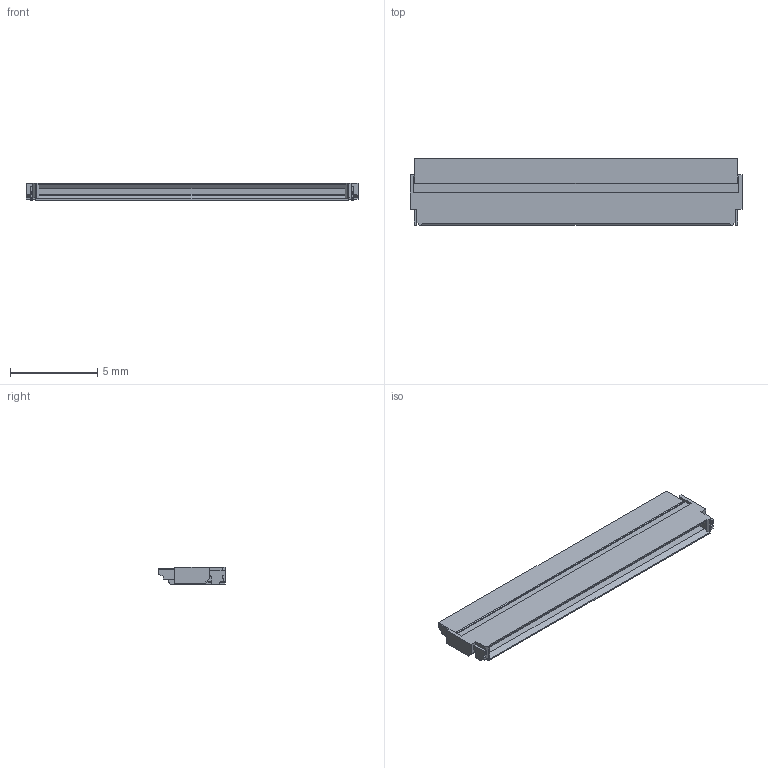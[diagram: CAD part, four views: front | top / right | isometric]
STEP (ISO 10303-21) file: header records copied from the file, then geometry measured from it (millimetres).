
FILE_DESCRIPTION(('CoCreate Modeling STEP Export'),'2;1');
FILE_NAME('FH34SRJ-34S-0.5SH.stp','2013-05-09T13:35:11',(''),(''),'CoCreate Modeling STEP processor for AP214 (Solid Model)','CoCreate Modeling 17.0 01-Apr-2010 (C) Parametric Technology GmbH','');
FILE_SCHEMA(('AUTOMOTIVE_DESIGN { 1 0 10303 214 1 1 1 1 }'));
Length unit declared in the file: millimetre
Products named in the file (1): FH34SRJ-34S-0.5SH
Bounding box: 19 x 3.8 x 1 mm (x, y, z)
Volume: 50.1 mm3; surface area: 236.6 mm2
Topology: 1 solids, 1 shells, 641 faces, 1833 edges, 1196 vertices
Faces by surface type: plane 562, cylinder 79
Entity records: 20545 total; most frequent: CARTESIAN_POINT 3666, ORIENTED_EDGE 3666, DIRECTION 3268, EDGE_CURVE 1833, VECTOR 1672, LINE 1672, VERTEX_POINT 1196, AXIS2_PLACEMENT_3D 798
